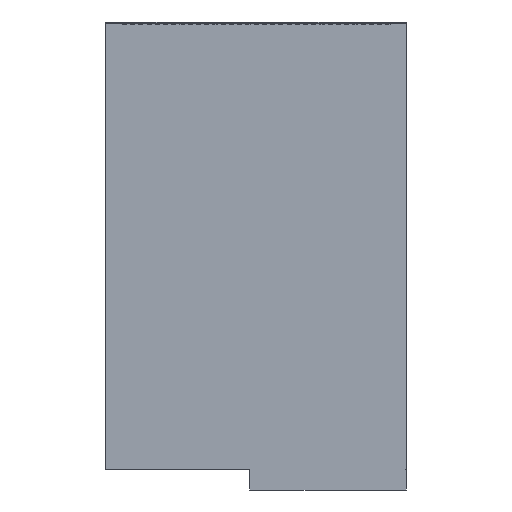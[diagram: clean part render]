
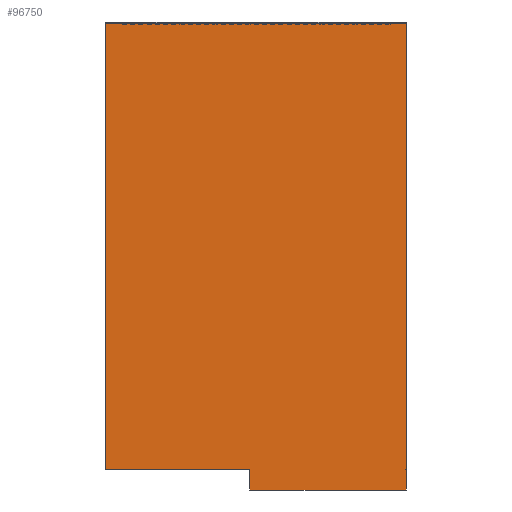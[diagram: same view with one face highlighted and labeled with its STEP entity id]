
A CAD part, front view. The second image highlights one B-rep face of the part: STEP entity #96750.
In plain terms, the highlighted planar face has unit normal (0, -1, 0).
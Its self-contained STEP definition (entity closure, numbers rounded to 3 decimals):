
#53 = FACE_OUTER_BOUND ( 'NONE', #134255, .T. ) ;
#123 = CARTESIAN_POINT ( 'NONE',  ( 219., -65., 680. ) ) ;
#2508 = PLANE ( 'NONE',  #126744 ) ;
#2701 = DIRECTION ( 'NONE',  ( 1., 0., 0. ) ) ;
#7165 = CARTESIAN_POINT ( 'NONE',  ( 218., -65., 30. ) ) ;
#7843 = CARTESIAN_POINT ( 'NONE',  ( -219., -65., 30. ) ) ;
#8822 = LINE ( 'NONE', #7165, #158649 ) ;
#9318 = DIRECTION ( 'NONE',  ( 0., 0., -1. ) ) ;
#12234 = EDGE_CURVE ( 'NONE', #37471, #39514, #8822, .T. ) ;
#12610 = CARTESIAN_POINT ( 'NONE',  ( -219., -65., 680. ) ) ;
#12775 = CARTESIAN_POINT ( 'NONE',  ( -8.962, -65., 30. ) ) ;
#16760 = LINE ( 'NONE', #115770, #132428 ) ;
#22202 = CARTESIAN_POINT ( 'NONE',  ( 218., -65., 29.42 ) ) ;
#24234 = EDGE_CURVE ( 'NONE', #37471, #161297, #86459, .T. ) ;
#25770 = CARTESIAN_POINT ( 'NONE',  ( 219., -65., 29.42 ) ) ;
#26962 = CARTESIAN_POINT ( 'NONE',  ( 219., -65., 680. ) ) ;
#29041 = VECTOR ( 'NONE', #57918, 1000. ) ;
#33902 = ORIENTED_EDGE ( 'NONE', *, *, #38412, .F. ) ;
#35680 = LINE ( 'NONE', #86807, #129831 ) ;
#36309 = VERTEX_POINT ( 'NONE', #86065 ) ;
#37471 = VERTEX_POINT ( 'NONE', #99498 ) ;
#38412 = EDGE_CURVE ( 'NONE', #135883, #39514, #63834, .T. ) ;
#39514 = VERTEX_POINT ( 'NONE', #40928 ) ;
#40128 = VECTOR ( 'NONE', #9318, 1000. ) ;
#40928 = CARTESIAN_POINT ( 'NONE',  ( 219., -65., 30. ) ) ;
#41232 = DIRECTION ( 'NONE',  ( 0., 0., -1. ) ) ;
#44891 = ORIENTED_EDGE ( 'NONE', *, *, #75398, .F. ) ;
#46320 = EDGE_CURVE ( 'NONE', #94515, #112820, #16760, .T. ) ;
#47077 = VECTOR ( 'NONE', #146470, 1000. ) ;
#51233 = DIRECTION ( 'NONE',  ( -1., 0., 0. ) ) ;
#54332 = VECTOR ( 'NONE', #2701, 1000. ) ;
#56311 = VERTEX_POINT ( 'NONE', #12610 ) ;
#56780 = LINE ( 'NONE', #107925, #47077 ) ;
#56909 = ORIENTED_EDGE ( 'NONE', *, *, #145524, .T. ) ;
#57918 = DIRECTION ( 'NONE',  ( 1., 0., 0. ) ) ;
#62404 = VERTEX_POINT ( 'NONE', #25770 ) ;
#63834 = LINE ( 'NONE', #123, #117260 ) ;
#64571 = LINE ( 'NONE', #127450, #87178 ) ;
#71979 = ORIENTED_EDGE ( 'NONE', *, *, #105673, .T. ) ;
#73196 = ORIENTED_EDGE ( 'NONE', *, *, #85441, .T. ) ;
#73400 = DIRECTION ( 'NONE',  ( 0., 0., -1. ) ) ;
#75398 = EDGE_CURVE ( 'NONE', #161297, #62404, #124950, .T. ) ;
#77892 = ORIENTED_EDGE ( 'NONE', *, *, #46320, .F. ) ;
#84741 = CARTESIAN_POINT ( 'NONE',  ( 218., -65., 29.42 ) ) ;
#85441 = EDGE_CURVE ( 'NONE', #94515, #36309, #64571, .T. ) ;
#86065 = CARTESIAN_POINT ( 'NONE',  ( -8.962, -65., 0. ) ) ;
#86459 = LINE ( 'NONE', #164395, #40128 ) ;
#86807 = CARTESIAN_POINT ( 'NONE',  ( -219., -65., 680. ) ) ;
#87178 = VECTOR ( 'NONE', #87244, 1000. ) ;
#87244 = DIRECTION ( 'NONE',  ( 0., 0., -1. ) ) ;
#90145 = EDGE_CURVE ( 'NONE', #62404, #159407, #130095, .T. ) ;
#94515 = VERTEX_POINT ( 'NONE', #12775 ) ;
#96750 = ADVANCED_FACE ( 'NONE', ( #53 ), #2508, .F. ) ;
#96869 = DIRECTION ( 'NONE',  ( 1., 0., 0. ) ) ;
#99498 = CARTESIAN_POINT ( 'NONE',  ( 218., -65., 30. ) ) ;
#100681 = ORIENTED_EDGE ( 'NONE', *, *, #12234, .T. ) ;
#102321 = CARTESIAN_POINT ( 'NONE',  ( -219., -65., 680. ) ) ;
#103139 = DIRECTION ( 'NONE',  ( 0., 1., 0. ) ) ;
#105673 = EDGE_CURVE ( 'NONE', #36309, #159407, #56780, .T. ) ;
#107925 = CARTESIAN_POINT ( 'NONE',  ( -219., -65., 0. ) ) ;
#112820 = VERTEX_POINT ( 'NONE', #7843 ) ;
#114582 = CARTESIAN_POINT ( 'NONE',  ( 219., -65., 0. ) ) ;
#114973 = DIRECTION ( 'NONE',  ( 0., 0., -1. ) ) ;
#115770 = CARTESIAN_POINT ( 'NONE',  ( -8.962, -65., 30. ) ) ;
#117260 = VECTOR ( 'NONE', #114973, 1000. ) ;
#117521 = CARTESIAN_POINT ( 'NONE',  ( 219., -65., 680. ) ) ;
#124364 = LINE ( 'NONE', #130128, #54332 ) ;
#124950 = LINE ( 'NONE', #84741, #29041 ) ;
#126744 = AXIS2_PLACEMENT_3D ( 'NONE', #102321, #103139, #153455 ) ;
#127450 = CARTESIAN_POINT ( 'NONE',  ( -8.962, -65., 30. ) ) ;
#127831 = ORIENTED_EDGE ( 'NONE', *, *, #90145, .F. ) ;
#129831 = VECTOR ( 'NONE', #73400, 1000. ) ;
#130095 = LINE ( 'NONE', #117521, #136222 ) ;
#130128 = CARTESIAN_POINT ( 'NONE',  ( -219., -65., 680. ) ) ;
#132428 = VECTOR ( 'NONE', #51233, 1000. ) ;
#134255 = EDGE_LOOP ( 'NONE', ( #144676, #100681, #33902, #162540, #56909, #77892, #73196, #71979, #127831, #44891 ) ) ;
#135883 = VERTEX_POINT ( 'NONE', #26962 ) ;
#136222 = VECTOR ( 'NONE', #41232, 1000. ) ;
#143333 = EDGE_CURVE ( 'NONE', #56311, #135883, #124364, .T. ) ;
#144676 = ORIENTED_EDGE ( 'NONE', *, *, #24234, .F. ) ;
#145524 = EDGE_CURVE ( 'NONE', #56311, #112820, #35680, .T. ) ;
#146470 = DIRECTION ( 'NONE',  ( 1., 0., 0. ) ) ;
#153455 = DIRECTION ( 'NONE',  ( 0., 0., 1. ) ) ;
#158649 = VECTOR ( 'NONE', #96869, 1000. ) ;
#159407 = VERTEX_POINT ( 'NONE', #114582 ) ;
#161297 = VERTEX_POINT ( 'NONE', #22202 ) ;
#162540 = ORIENTED_EDGE ( 'NONE', *, *, #143333, .F. ) ;
#164395 = CARTESIAN_POINT ( 'NONE',  ( 218., -65., 30. ) ) ;
